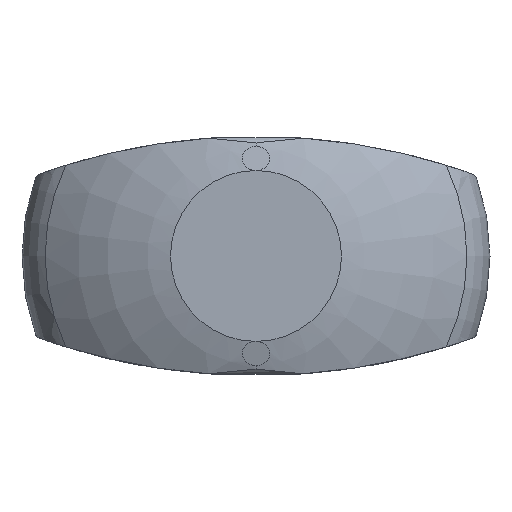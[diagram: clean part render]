
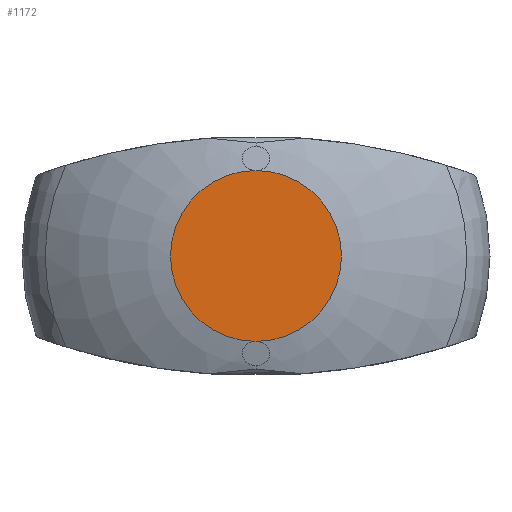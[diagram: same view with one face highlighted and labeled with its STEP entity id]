
A CAD part, top view. The second image highlights one B-rep face of the part: STEP entity #1172.
In plain terms, the highlighted planar face has unit normal (0, 0, 1).
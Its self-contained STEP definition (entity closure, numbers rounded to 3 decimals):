
#590=EDGE_CURVE('',#1080,#1390,#1689,.T.);
#846=EDGE_CURVE('',#1390,#1080,#1966,.T.);
#1080=VERTEX_POINT('',#2225);
#1172=ADVANCED_FACE('',(#2323),#2324,.T.);
#1390=VERTEX_POINT('',#2559);
#1689=CIRCLE('',#2962,8.95);
#1966=CIRCLE('',#4017,8.95);
#2225=CARTESIAN_POINT('',(0.0,8.95,40.5));
#2323=FACE_OUTER_BOUND('',#5168,.T.);
#2324=PLANE('',#5169);
#2559=CARTESIAN_POINT('',(0.0,-8.95,40.5));
#2962=AXIS2_PLACEMENT_3D('',#6779,#6780,#6781);
#4017=AXIS2_PLACEMENT_3D('',#7032,#7033,#7034);
#5168=EDGE_LOOP('',(#7412,#7413));
#5169=AXIS2_PLACEMENT_3D('',#7414,#7415,#7416);
#6779=CARTESIAN_POINT('',(0.0,0.,40.5));
#6780=DIRECTION('',(-0.0,0.,-1.0));
#6781=DIRECTION('',(-1.0,0.0,0.0));
#7032=CARTESIAN_POINT('',(0.0,0.,40.5));
#7033=DIRECTION('',(-0.0,0.,-1.0));
#7034=DIRECTION('',(-1.0,0.0,0.0));
#7412=ORIENTED_EDGE('',*,*,#846,.F.);
#7413=ORIENTED_EDGE('',*,*,#590,.F.);
#7414=CARTESIAN_POINT('',(-4.475,0.,40.5));
#7415=DIRECTION('',(0.,0.,1.0));
#7416=DIRECTION('',(1.0,0.,0.));
